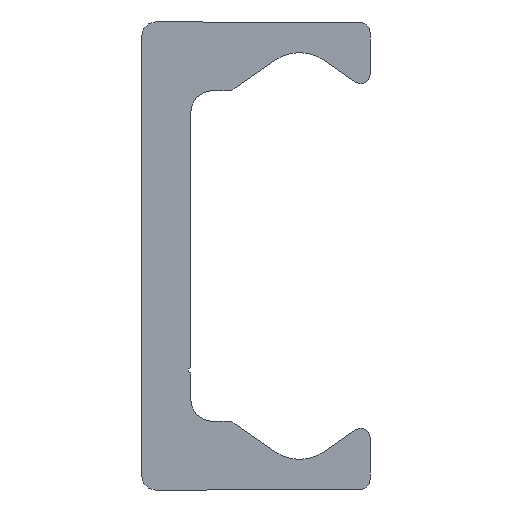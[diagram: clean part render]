
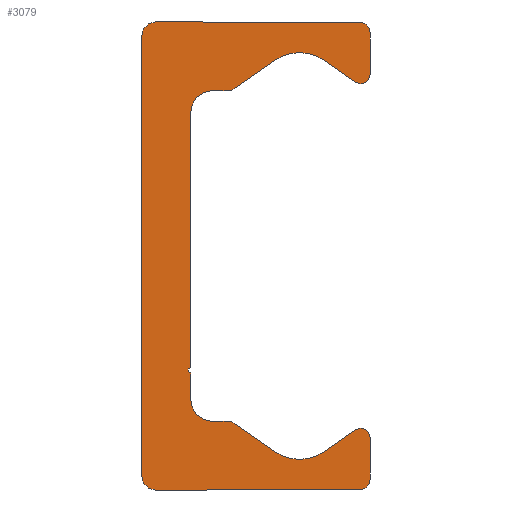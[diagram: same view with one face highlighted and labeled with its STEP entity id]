
A CAD part, left-side view. The second image highlights one B-rep face of the part: STEP entity #3079.
In plain terms, the highlighted planar face has unit normal (-1, 0, 0).
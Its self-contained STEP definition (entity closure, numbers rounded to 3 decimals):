
#2056=CARTESIAN_POINT('',(0.0,9.25,-21.5));
#2057=VERTEX_POINT('',#2056);
#2064=CARTESIAN_POINT('',(0.0,10.5,-20.25));
#2065=VERTEX_POINT('',#2064);
#2066=CARTESIAN_POINT('',(0.0,9.25,-20.25));
#2067=DIRECTION('',(1.0,0.0,0.0));
#2068=DIRECTION('',(0.0,0.0,-1.0));
#2069=AXIS2_PLACEMENT_3D('',#2066,#2067,#2068);
#2070=CIRCLE('',#2069,1.25);
#2071=EDGE_CURVE('',#2057,#2065,#2070,.T.);
#2095=CARTESIAN_POINT('',(0.0,-9.5,-21.5));
#2096=VERTEX_POINT('',#2095);
#2103=CARTESIAN_POINT('',(0.0,-9.5,-21.5));
#2104=DIRECTION('',(0.0,1.0,0.0));
#2105=VECTOR('',#2104,18.75);
#2106=LINE('',#2103,#2105);
#2107=EDGE_CURVE('',#2096,#2057,#2106,.T.);
#2127=CARTESIAN_POINT('',(0.0,-10.5,-20.5));
#2128=VERTEX_POINT('',#2127);
#2135=CARTESIAN_POINT('',(0.0,-9.5,-20.5));
#2136=DIRECTION('',(1.0,0.0,0.0));
#2137=DIRECTION('',(0.0,-1.0,0.0));
#2138=AXIS2_PLACEMENT_3D('',#2135,#2136,#2137);
#2139=CIRCLE('',#2138,1.0);
#2140=EDGE_CURVE('',#2128,#2096,#2139,.T.);
#2159=CARTESIAN_POINT('',(0.0,-10.5,-16.65));
#2160=VERTEX_POINT('',#2159);
#2167=CARTESIAN_POINT('',(0.0,-10.5,-16.65));
#2168=DIRECTION('',(0.0,0.0,-1.0));
#2169=VECTOR('',#2168,3.85);
#2170=LINE('',#2167,#2169);
#2171=EDGE_CURVE('',#2160,#2128,#2170,.T.);
#2191=CARTESIAN_POINT('',(0.0,-9.162,-15.954));
#2192=VERTEX_POINT('',#2191);
#2199=CARTESIAN_POINT('',(0.0,-9.65,-16.65));
#2200=DIRECTION('',(1.0,0.0,0.0));
#2201=DIRECTION('',(0.0,0.574,0.819));
#2202=AXIS2_PLACEMENT_3D('',#2199,#2200,#2201);
#2203=CIRCLE('',#2202,0.85);
#2204=EDGE_CURVE('',#2192,#2160,#2203,.T.);
#2223=CARTESIAN_POINT('',(0.0,-6.294,-17.962));
#2224=VERTEX_POINT('',#2223);
#2231=CARTESIAN_POINT('',(0.0,-6.294,-17.962));
#2232=DIRECTION('',(0.0,-0.819,0.574));
#2233=VECTOR('',#2232,3.501);
#2234=LINE('',#2231,#2233);
#2235=EDGE_CURVE('',#2224,#2192,#2234,.T.);
#2255=CARTESIAN_POINT('',(0.0,-1.706,-17.962));
#2256=VERTEX_POINT('',#2255);
#2263=CARTESIAN_POINT('',(0.0,-4.,-14.685));
#2264=DIRECTION('',(-1.0,0.0,0.0));
#2265=DIRECTION('',(0.0,0.574,0.819));
#2266=AXIS2_PLACEMENT_3D('',#2263,#2264,#2265);
#2267=CIRCLE('',#2266,4.0);
#2268=EDGE_CURVE('',#2256,#2224,#2267,.T.);
#2287=CARTESIAN_POINT('',(0.0,1.981,-15.381));
#2288=VERTEX_POINT('',#2287);
#2295=CARTESIAN_POINT('',(0.0,1.981,-15.381));
#2296=DIRECTION('',(0.0,-0.819,-0.574));
#2297=VECTOR('',#2296,4.5);
#2298=LINE('',#2295,#2297);
#2299=EDGE_CURVE('',#2288,#2256,#2298,.T.);
#2319=CARTESIAN_POINT('',(0.0,2.554,-15.2));
#2320=VERTEX_POINT('',#2319);
#2327=CARTESIAN_POINT('',(0.0,2.554,-16.2));
#2328=DIRECTION('',(1.0,0.0,0.0));
#2329=DIRECTION('',(0.0,0.0,1.0));
#2330=AXIS2_PLACEMENT_3D('',#2327,#2328,#2329);
#2331=CIRCLE('',#2330,1.);
#2332=EDGE_CURVE('',#2320,#2288,#2331,.T.);
#2351=CARTESIAN_POINT('',(0.0,4.0,-15.2));
#2352=VERTEX_POINT('',#2351);
#2359=CARTESIAN_POINT('',(0.0,4.0,-15.2));
#2360=DIRECTION('',(0.0,-1.0,0.0));
#2361=VECTOR('',#2360,1.446);
#2362=LINE('',#2359,#2361);
#2363=EDGE_CURVE('',#2352,#2320,#2362,.T.);
#2383=CARTESIAN_POINT('',(0.0,6.,-13.2));
#2384=VERTEX_POINT('',#2383);
#2391=CARTESIAN_POINT('',(0.0,4.,-13.2));
#2392=DIRECTION('',(-1.0,0.0,0.0));
#2393=DIRECTION('',(0.0,0.0,1.0));
#2394=AXIS2_PLACEMENT_3D('',#2391,#2392,#2393);
#2395=CIRCLE('',#2394,2.0);
#2396=EDGE_CURVE('',#2384,#2352,#2395,.T.);
#2415=CARTESIAN_POINT('',(0.0,6.,-10.75));
#2416=VERTEX_POINT('',#2415);
#2423=CARTESIAN_POINT('',(0.0,6.,-10.75));
#2424=DIRECTION('',(0.0,0.0,-1.0));
#2425=VECTOR('',#2424,2.45);
#2426=LINE('',#2423,#2425);
#2427=EDGE_CURVE('',#2416,#2384,#2426,.T.);
#2447=CARTESIAN_POINT('',(0.0,6.,-10.25));
#2448=VERTEX_POINT('',#2447);
#2455=CARTESIAN_POINT('',(0.0,6.,-10.5));
#2456=DIRECTION('',(-1.0,0.0,0.0));
#2457=DIRECTION('',(0.0,0.0,1.0));
#2458=AXIS2_PLACEMENT_3D('',#2455,#2456,#2457);
#2459=CIRCLE('',#2458,0.25);
#2460=EDGE_CURVE('',#2448,#2416,#2459,.T.);
#2479=CARTESIAN_POINT('',(0.0,6.,13.2));
#2480=VERTEX_POINT('',#2479);
#2487=CARTESIAN_POINT('',(0.0,6.,13.2));
#2488=DIRECTION('',(0.0,0.0,-1.0));
#2489=VECTOR('',#2488,23.45);
#2490=LINE('',#2487,#2489);
#2491=EDGE_CURVE('',#2480,#2448,#2490,.T.);
#2598=CARTESIAN_POINT('',(0.0,4.0,15.2));
#2599=VERTEX_POINT('',#2598);
#2606=CARTESIAN_POINT('',(0.0,4.,13.2));
#2607=DIRECTION('',(-1.0,0.0,0.0));
#2608=DIRECTION('',(0.0,-1.0,0.0));
#2609=AXIS2_PLACEMENT_3D('',#2606,#2607,#2608);
#2610=CIRCLE('',#2609,2.0);
#2611=EDGE_CURVE('',#2599,#2480,#2610,.T.);
#2630=CARTESIAN_POINT('',(0.0,2.554,15.2));
#2631=VERTEX_POINT('',#2630);
#2638=CARTESIAN_POINT('',(0.0,2.554,15.2));
#2639=DIRECTION('',(0.0,1.0,0.0));
#2640=VECTOR('',#2639,1.446);
#2641=LINE('',#2638,#2640);
#2642=EDGE_CURVE('',#2631,#2599,#2641,.T.);
#2662=CARTESIAN_POINT('',(0.0,1.981,15.381));
#2663=VERTEX_POINT('',#2662);
#2670=CARTESIAN_POINT('',(0.0,2.554,16.2));
#2671=DIRECTION('',(1.0,0.0,0.0));
#2672=DIRECTION('',(0.0,-0.574,-0.819));
#2673=AXIS2_PLACEMENT_3D('',#2670,#2671,#2672);
#2674=CIRCLE('',#2673,1.);
#2675=EDGE_CURVE('',#2663,#2631,#2674,.T.);
#2694=CARTESIAN_POINT('',(0.0,-1.706,17.962));
#2695=VERTEX_POINT('',#2694);
#2702=CARTESIAN_POINT('',(0.0,-1.706,17.962));
#2703=DIRECTION('',(0.0,0.819,-0.574));
#2704=VECTOR('',#2703,4.5);
#2705=LINE('',#2702,#2704);
#2706=EDGE_CURVE('',#2695,#2663,#2705,.T.);
#2726=CARTESIAN_POINT('',(0.0,-6.294,17.962));
#2727=VERTEX_POINT('',#2726);
#2734=CARTESIAN_POINT('',(0.0,-4.,14.685));
#2735=DIRECTION('',(-1.0,0.0,0.0));
#2736=DIRECTION('',(0.0,-0.574,-0.819));
#2737=AXIS2_PLACEMENT_3D('',#2734,#2735,#2736);
#2738=CIRCLE('',#2737,4.0);
#2739=EDGE_CURVE('',#2727,#2695,#2738,.T.);
#2758=CARTESIAN_POINT('',(0.0,-9.162,15.954));
#2759=VERTEX_POINT('',#2758);
#2766=CARTESIAN_POINT('',(0.0,-9.162,15.954));
#2767=DIRECTION('',(0.0,0.819,0.574));
#2768=VECTOR('',#2767,3.501);
#2769=LINE('',#2766,#2768);
#2770=EDGE_CURVE('',#2759,#2727,#2769,.T.);
#2790=CARTESIAN_POINT('',(0.0,-10.5,16.65));
#2791=VERTEX_POINT('',#2790);
#2798=CARTESIAN_POINT('',(0.0,-9.65,16.65));
#2799=DIRECTION('',(1.0,0.0,0.0));
#2800=DIRECTION('',(0.0,-1.0,0.0));
#2801=AXIS2_PLACEMENT_3D('',#2798,#2799,#2800);
#2802=CIRCLE('',#2801,0.85);
#2803=EDGE_CURVE('',#2791,#2759,#2802,.T.);
#2822=CARTESIAN_POINT('',(0.0,-10.5,20.5));
#2823=VERTEX_POINT('',#2822);
#2830=CARTESIAN_POINT('',(0.0,-10.5,20.5));
#2831=DIRECTION('',(0.0,0.0,-1.0));
#2832=VECTOR('',#2831,3.85);
#2833=LINE('',#2830,#2832);
#2834=EDGE_CURVE('',#2823,#2791,#2833,.T.);
#2854=CARTESIAN_POINT('',(0.0,-9.5,21.5));
#2855=VERTEX_POINT('',#2854);
#2862=CARTESIAN_POINT('',(0.0,-9.5,20.5));
#2863=DIRECTION('',(1.0,0.0,0.0));
#2864=DIRECTION('',(0.0,0.0,1.0));
#2865=AXIS2_PLACEMENT_3D('',#2862,#2863,#2864);
#2866=CIRCLE('',#2865,1.0);
#2867=EDGE_CURVE('',#2855,#2823,#2866,.T.);
#2886=CARTESIAN_POINT('',(0.0,9.25,21.5));
#2887=VERTEX_POINT('',#2886);
#2894=CARTESIAN_POINT('',(0.0,9.25,21.5));
#2895=DIRECTION('',(0.0,-1.0,0.0));
#2896=VECTOR('',#2895,18.75);
#2897=LINE('',#2894,#2896);
#2898=EDGE_CURVE('',#2887,#2855,#2897,.T.);
#2918=CARTESIAN_POINT('',(0.0,10.5,20.25));
#2919=VERTEX_POINT('',#2918);
#2926=CARTESIAN_POINT('',(0.0,9.25,20.25));
#2927=DIRECTION('',(1.0,0.0,0.0));
#2928=DIRECTION('',(0.0,1.0,0.0));
#2929=AXIS2_PLACEMENT_3D('',#2926,#2927,#2928);
#2930=CIRCLE('',#2929,1.25);
#2931=EDGE_CURVE('',#2919,#2887,#2930,.T.);
#2949=CARTESIAN_POINT('',(0.0,10.5,-20.25));
#2950=DIRECTION('',(0.0,0.0,1.0));
#2951=VECTOR('',#2950,40.5);
#2952=LINE('',#2949,#2951);
#2953=EDGE_CURVE('',#2065,#2919,#2952,.T.);
#3046=CARTESIAN_POINT('',(0.0,2.66,-0.019));
#3047=DIRECTION('',(1.0,0.0,0.0));
#3048=DIRECTION('',(0.0,0.0,-1.0));
#3049=AXIS2_PLACEMENT_3D('',#3046,#3047,#3048);
#3050=PLANE('',#3049);
#3051=ORIENTED_EDGE('',*,*,#2953,.F.);
#3052=ORIENTED_EDGE('',*,*,#2071,.F.);
#3053=ORIENTED_EDGE('',*,*,#2107,.F.);
#3054=ORIENTED_EDGE('',*,*,#2140,.F.);
#3055=ORIENTED_EDGE('',*,*,#2171,.F.);
#3056=ORIENTED_EDGE('',*,*,#2204,.F.);
#3057=ORIENTED_EDGE('',*,*,#2235,.F.);
#3058=ORIENTED_EDGE('',*,*,#2268,.F.);
#3059=ORIENTED_EDGE('',*,*,#2299,.F.);
#3060=ORIENTED_EDGE('',*,*,#2332,.F.);
#3061=ORIENTED_EDGE('',*,*,#2363,.F.);
#3062=ORIENTED_EDGE('',*,*,#2396,.F.);
#3063=ORIENTED_EDGE('',*,*,#2427,.F.);
#3064=ORIENTED_EDGE('',*,*,#2460,.F.);
#3065=ORIENTED_EDGE('',*,*,#2491,.F.);
#3066=ORIENTED_EDGE('',*,*,#2611,.F.);
#3067=ORIENTED_EDGE('',*,*,#2642,.F.);
#3068=ORIENTED_EDGE('',*,*,#2675,.F.);
#3069=ORIENTED_EDGE('',*,*,#2706,.F.);
#3070=ORIENTED_EDGE('',*,*,#2739,.F.);
#3071=ORIENTED_EDGE('',*,*,#2770,.F.);
#3072=ORIENTED_EDGE('',*,*,#2803,.F.);
#3073=ORIENTED_EDGE('',*,*,#2834,.F.);
#3074=ORIENTED_EDGE('',*,*,#2867,.F.);
#3075=ORIENTED_EDGE('',*,*,#2898,.F.);
#3076=ORIENTED_EDGE('',*,*,#2931,.F.);
#3077=EDGE_LOOP('',(#3051,#3052,#3053,#3054,#3055,#3056,#3057,#3058,#3059,#3060,#3061,#3062,#3063,#3064,#3065,#3066,#3067,#3068,#3069,#3070,#3071,#3072,#3073,#3074,#3075,#3076));
#3078=FACE_OUTER_BOUND('',#3077,.T.);
#3079=ADVANCED_FACE('',(#3078),#3050,.F.);
